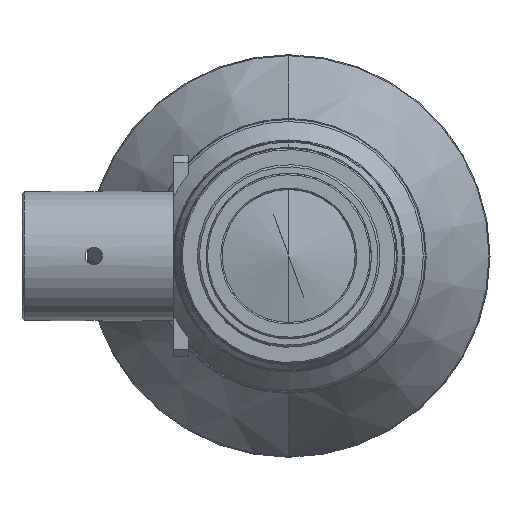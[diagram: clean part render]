
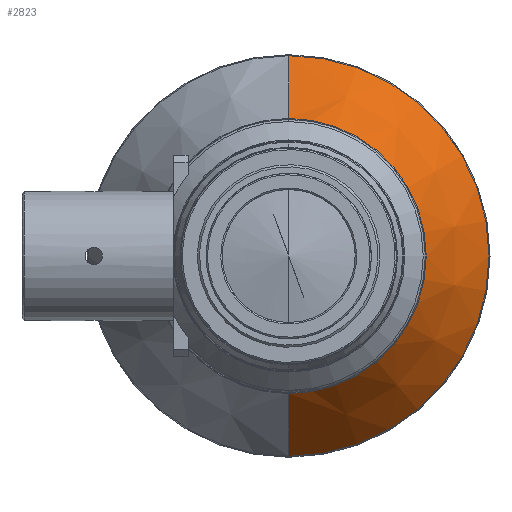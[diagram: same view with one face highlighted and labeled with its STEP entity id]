
A CAD part, left-side view. The second image highlights one B-rep face of the part: STEP entity #2823.
In plain terms, the highlighted conical face has half-angle 30 degrees and reference radius 19.134 mm.
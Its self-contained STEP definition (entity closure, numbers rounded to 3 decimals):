
#38 = DIRECTION ( 'NONE',  ( 0., 0., -1. ) ) ;
#190 = CIRCLE ( 'NONE', #4787, 19.134 ) ;
#277 = VERTEX_POINT ( 'NONE', #5188 ) ;
#347 = DIRECTION ( 'NONE',  ( 1., 0., 0. ) ) ;
#714 = CARTESIAN_POINT ( 'NONE',  ( 36.232, 0., 0. ) ) ;
#1228 = EDGE_LOOP ( 'NONE', ( #5404, #5245, #2501, #3005 ) ) ;
#1638 = VERTEX_POINT ( 'NONE', #4096 ) ;
#1663 = DIRECTION ( 'NONE',  ( 0.866, 0., -0.5 ) ) ;
#1773 = VERTEX_POINT ( 'NONE', #4333 ) ;
#1830 = CARTESIAN_POINT ( 'NONE',  ( 51.356, 0., 27.866 ) ) ;
#1859 = AXIS2_PLACEMENT_3D ( 'NONE', #2016, #347, #5354 ) ;
#1913 = CONICAL_SURFACE ( 'NONE', #5143, 19.134, 0.524 ) ;
#1982 = VERTEX_POINT ( 'NONE', #1830 ) ;
#2016 = CARTESIAN_POINT ( 'NONE',  ( 51.356, 0., 0. ) ) ;
#2136 = CARTESIAN_POINT ( 'NONE',  ( 36.232, 0., -19.134 ) ) ;
#2411 = EDGE_CURVE ( 'NONE', #277, #1773, #190, .T. ) ;
#2501 = ORIENTED_EDGE ( 'NONE', *, *, #5335, .T. ) ;
#2714 = EDGE_CURVE ( 'NONE', #277, #1982, #4748, .T. ) ;
#2762 = FACE_OUTER_BOUND ( 'NONE', #1228, .T. ) ;
#2803 = DIRECTION ( 'NONE',  ( 0.866, 0., 0.5 ) ) ;
#2823 = ADVANCED_FACE ( 'NONE', ( #2762 ), #1913, .T. ) ;
#3005 = ORIENTED_EDGE ( 'NONE', *, *, #4526, .F. ) ;
#3191 = CARTESIAN_POINT ( 'NONE',  ( 36.232, 0., 0. ) ) ;
#3210 = DIRECTION ( 'NONE',  ( 1., 0., 0. ) ) ;
#3247 = VECTOR ( 'NONE', #1663, 1000. ) ;
#3598 = CIRCLE ( 'NONE', #1859, 27.866 ) ;
#3665 = DIRECTION ( 'NONE',  ( 0., 0., -1. ) ) ;
#4096 = CARTESIAN_POINT ( 'NONE',  ( 51.356, 0., -27.866 ) ) ;
#4333 = CARTESIAN_POINT ( 'NONE',  ( 36.232, 0., -19.134 ) ) ;
#4526 = EDGE_CURVE ( 'NONE', #1982, #1638, #3598, .T. ) ;
#4538 = DIRECTION ( 'NONE',  ( 1., 0., 0. ) ) ;
#4604 = VECTOR ( 'NONE', #2803, 1000. ) ;
#4715 = LINE ( 'NONE', #2136, #3247 ) ;
#4748 = LINE ( 'NONE', #5132, #4604 ) ;
#4787 = AXIS2_PLACEMENT_3D ( 'NONE', #3191, #3210, #3665 ) ;
#5132 = CARTESIAN_POINT ( 'NONE',  ( 36.232, 0., 19.134 ) ) ;
#5143 = AXIS2_PLACEMENT_3D ( 'NONE', #714, #4538, #38 ) ;
#5188 = CARTESIAN_POINT ( 'NONE',  ( 36.232, 0., 19.134 ) ) ;
#5245 = ORIENTED_EDGE ( 'NONE', *, *, #2411, .T. ) ;
#5335 = EDGE_CURVE ( 'NONE', #1773, #1638, #4715, .T. ) ;
#5354 = DIRECTION ( 'NONE',  ( 0., 0., -1. ) ) ;
#5404 = ORIENTED_EDGE ( 'NONE', *, *, #2714, .F. ) ;
